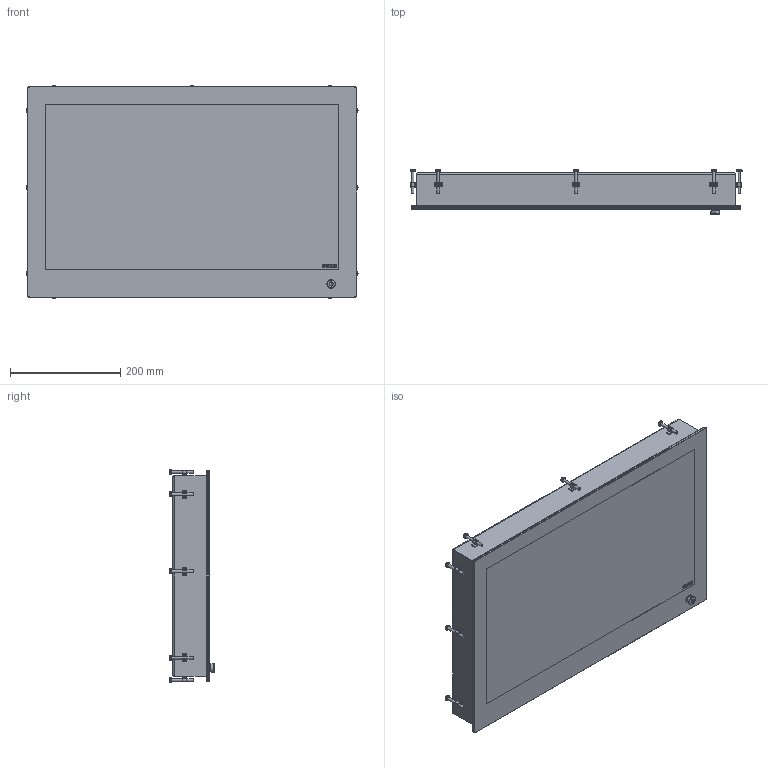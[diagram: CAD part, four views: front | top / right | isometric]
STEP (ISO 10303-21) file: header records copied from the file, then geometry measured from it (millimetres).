
FILE_DESCRIPTION( ( 'Unknown' ), '1' );
FILE_NAME( 'N240KGE 3d.stp', 'Unknown', ( 'Unknown' ), ( 'Unknown' ), 'PSStep 16.0.42', 'Unknown', ' ' );
FILE_SCHEMA( ( 'AUTOMOTIVE_DESIGN { 1 0 10303 214 1 1 1 1 }' ) );
Length unit declared in the file: millimetre
Products named in the file (4): Assem1; 0901124asm; N240K(G)E 3d-model; 0901178 knop
Assembly tree (13 placements, depth 2):
  Assem1
    0901124asm  x11
    N240K(G)E 3d-model
    0901178 knop
Bounding box: 603.6 x 82 x 387.8 mm (x, y, z)
Volume: 13623003.9 mm3; surface area: 602976.8 mm2
Topology: 13 solids, 20 shells, 1361 faces, 3583 edges, 2360 vertices
Faces by surface type: plane 869, cylinder 334, extrusion 116, torus 23, cone 10, bspline 6, sphere 3
Full cylindrical faces by diameter (mm): 2 x7, 2.621 x1, 5 x11, 9.5 x11, 10 x1, 14 x1, 14.4 x1, 16 x1
Entity records: 26019 total; most frequent: CARTESIAN_POINT 8686, ORIENTED_EDGE 2834, DIRECTION 1881, EDGE_CURVE 1417, VERTEX_POINT 954, B_SPLINE_CURVE_WITH_KNOTS 850, EDGE_LOOP 698, VECTOR 683
